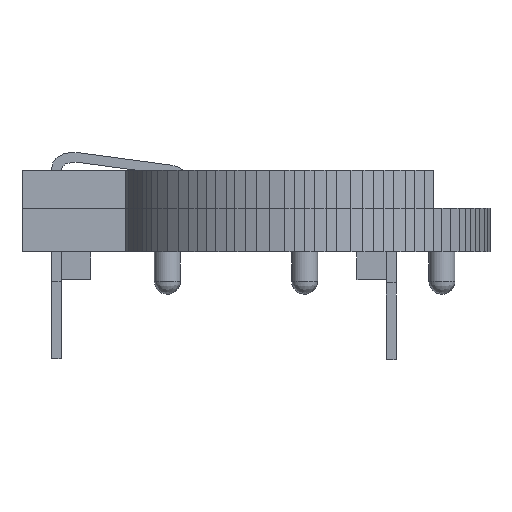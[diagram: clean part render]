
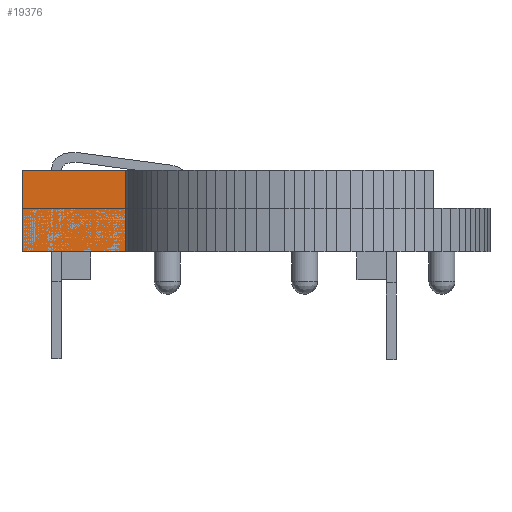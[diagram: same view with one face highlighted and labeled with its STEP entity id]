
A CAD part, front view. The second image highlights one B-rep face of the part: STEP entity #19376.
In plain terms, the highlighted planar face has unit normal (0, -1, 0).
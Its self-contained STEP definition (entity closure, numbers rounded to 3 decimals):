
#240 = VERTEX_POINT ( 'NONE', #1312 ) ;
#241 = VERTEX_POINT ( 'NONE', #1313 ) ;
#244 = VERTEX_POINT ( 'NONE', #1316 ) ;
#250 = VERTEX_POINT ( 'NONE', #1322 ) ;
#426 = ORIENTED_EDGE ( 'NONE', *, *, #19495, .T. ) ;
#428 = ORIENTED_EDGE ( 'NONE', *, *, #18432, .F. ) ;
#429 = ORIENTED_EDGE ( 'NONE', *, *, #19494, .T. ) ;
#430 = ORIENTED_EDGE ( 'NONE', *, *, #19488, .F. ) ;
#1312 = CARTESIAN_POINT ( 'NONE',  ( -6.298, -3.16, 5. ) ) ;
#1313 = CARTESIAN_POINT ( 'NONE',  ( -6.298, -3.16, 0. ) ) ;
#1316 = CARTESIAN_POINT ( 'NONE',  ( -12.605, -3.16, 0. ) ) ;
#1322 = CARTESIAN_POINT ( 'NONE',  ( -12.605, -3.16, 5. ) ) ;
#3420 = LINE ( 'NONE', #3421, #14588 ) ;
#3421 = CARTESIAN_POINT ( 'NONE',  ( -6.298, -3.16, 0. ) ) ;
#3422 = DIRECTION ( 'NONE',  ( 0., 0., -1. ) ) ;
#8240 = PLANE ( 'NONE',  #17258 ) ;
#8241 = CARTESIAN_POINT ( 'NONE',  ( -12.605, -3.16, 0. ) ) ;
#8242 = DIRECTION ( 'NONE',  ( 0., 1., 0. ) ) ;
#8243 = DIRECTION ( 'NONE',  ( 0., 0., 1. ) ) ;
#10649 = VECTOR ( 'NONE', #11425, 1000. ) ;
#10655 = VECTOR ( 'NONE', #11443, 1000. ) ;
#10656 = VECTOR ( 'NONE', #11446, 1000. ) ;
#11423 = LINE ( 'NONE', #11424, #10649 ) ;
#11424 = CARTESIAN_POINT ( 'NONE',  ( -6.298, -3.16, 0. ) ) ;
#11425 = DIRECTION ( 'NONE',  ( -1., 0., 0. ) ) ;
#11441 = LINE ( 'NONE', #11442, #10655 ) ;
#11442 = CARTESIAN_POINT ( 'NONE',  ( -12.605, -3.16, 5. ) ) ;
#11443 = DIRECTION ( 'NONE',  ( -1., 0., 0. ) ) ;
#11444 = LINE ( 'NONE', #11445, #10656 ) ;
#11445 = CARTESIAN_POINT ( 'NONE',  ( -12.605, -3.16, 0. ) ) ;
#11446 = DIRECTION ( 'NONE',  ( 0., 0., -1. ) ) ;
#14588 = VECTOR ( 'NONE', #3422, 1000. ) ;
#17219 = FACE_OUTER_BOUND ( 'NONE', #19972, .T. ) ;
#17258 = AXIS2_PLACEMENT_3D ( 'NONE', #8241, #8242, #8243 ) ;
#18432 = EDGE_CURVE ( 'NONE', #240, #241, #3420, .T. ) ;
#19376 = ADVANCED_FACE ( 'NONE', ( #17219 ), #8240, .F. ) ;
#19488 = EDGE_CURVE ( 'NONE', #241, #244, #11423, .T. ) ;
#19494 = EDGE_CURVE ( 'NONE', #240, #250, #11441, .T. ) ;
#19495 = EDGE_CURVE ( 'NONE', #250, #244, #11444, .T. ) ;
#19972 = EDGE_LOOP ( 'NONE', ( #428, #429, #426, #430 ) ) ;
